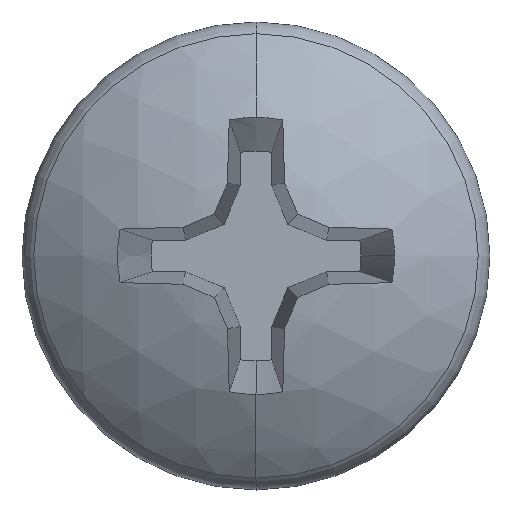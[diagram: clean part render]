
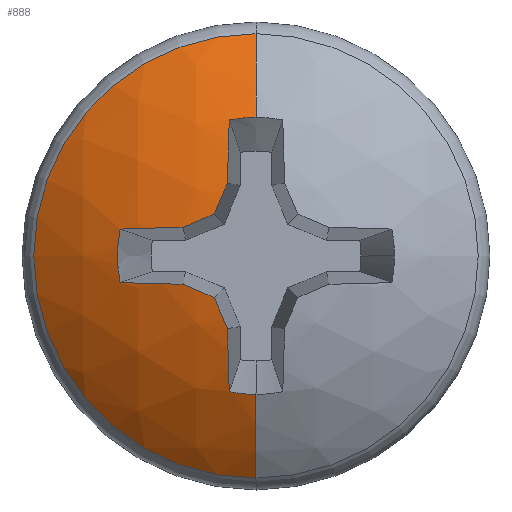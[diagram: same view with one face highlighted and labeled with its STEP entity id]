
A CAD part, top view. The second image highlights one B-rep face of the part: STEP entity #888.
In plain terms, the highlighted spherical face has radius 5.936 mm.
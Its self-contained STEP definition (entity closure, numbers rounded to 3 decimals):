
#620 = VERTEX_POINT ( 'NONE', #3010 ) ;
#630 = VERTEX_POINT ( 'NONE', #2997 ) ;
#653 = VERTEX_POINT ( 'NONE', #2974 ) ;
#658 = VERTEX_POINT ( 'NONE', #2969 ) ;
#672 = VERTEX_POINT ( 'NONE', #2955 ) ;
#674 = VERTEX_POINT ( 'NONE', #2953 ) ;
#690 = VERTEX_POINT ( 'NONE', #2937 ) ;
#704 = VERTEX_POINT ( 'NONE', #2923 ) ;
#888 = ADVANCED_FACE ( 'NONE', ( #2202 ), #2197, .T. ) ;
#1363 = EDGE_LOOP ( 'NONE', ( #1394, #1402, #1395, #1415, #4128, #4124, #4140, #4137, #4129, #4126, #4131, #4139, #4133, #4135 ) ) ;
#1386 = VERTEX_POINT ( 'NONE', #4258 ) ;
#1394 = ORIENTED_EDGE ( 'NONE', *, *, #1831, .T. ) ;
#1395 = ORIENTED_EDGE ( 'NONE', *, *, #1833, .F. ) ;
#1400 = VERTEX_POINT ( 'NONE', #4264 ) ;
#1401 = VERTEX_POINT ( 'NONE', #4263 ) ;
#1402 = ORIENTED_EDGE ( 'NONE', *, *, #1832, .T. ) ;
#1415 = ORIENTED_EDGE ( 'NONE', *, *, #1834, .F. ) ;
#1428 = VERTEX_POINT ( 'NONE', #4276 ) ;
#1535 = CIRCLE ( 'NONE', #2011, 5.936 ) ;
#1537 = CIRCLE ( 'NONE', #2010, 3.799 ) ;
#1539 = CIRCLE ( 'NONE', #2012, 2.368 ) ;
#1540 = CIRCLE ( 'NONE', #2013, 5.936 ) ;
#1541 = CIRCLE ( 'NONE', #2014, 5.921 ) ;
#1542 = CIRCLE ( 'NONE', #2015, 5.921 ) ;
#1543 = CIRCLE ( 'NONE', #2016, 5.936 ) ;
#1544 = CIRCLE ( 'NONE', #2017, 2.368 ) ;
#1545 = CIRCLE ( 'NONE', #2018, 5.936 ) ;
#1546 = CIRCLE ( 'NONE', #2019, 5.921 ) ;
#1547 = CIRCLE ( 'NONE', #2020, 5.921 ) ;
#1548 = CIRCLE ( 'NONE', #2021, 5.936 ) ;
#1549 = CIRCLE ( 'NONE', #2022, 2.368 ) ;
#1550 = CIRCLE ( 'NONE', #2023, 5.936 ) ;
#1831 = EDGE_CURVE ( 'NONE', #4142, #1428, #1537, .T. ) ;
#1832 = EDGE_CURVE ( 'NONE', #1428, #1400, #1535, .T. ) ;
#1833 = EDGE_CURVE ( 'NONE', #672, #1400, #1539, .T. ) ;
#1834 = EDGE_CURVE ( 'NONE', #630, #672, #1540, .T. ) ;
#1835 = EDGE_CURVE ( 'NONE', #653, #630, #1541, .T. ) ;
#1836 = EDGE_CURVE ( 'NONE', #4123, #653, #1542, .T. ) ;
#1837 = EDGE_CURVE ( 'NONE', #674, #4123, #1543, .T. ) ;
#1838 = EDGE_CURVE ( 'NONE', #658, #674, #1544, .T. ) ;
#1839 = EDGE_CURVE ( 'NONE', #704, #658, #1545, .T. ) ;
#1840 = EDGE_CURVE ( 'NONE', #690, #704, #1546, .T. ) ;
#1841 = EDGE_CURVE ( 'NONE', #1401, #690, #1547, .T. ) ;
#1842 = EDGE_CURVE ( 'NONE', #620, #1401, #1548, .T. ) ;
#1843 = EDGE_CURVE ( 'NONE', #1386, #620, #1549, .T. ) ;
#1844 = EDGE_CURVE ( 'NONE', #4142, #1386, #1550, .T. ) ;
#1889 = AXIS2_PLACEMENT_3D ( 'NONE', #2865, #2866, #2861 ) ;
#2010 = AXIS2_PLACEMENT_3D ( 'NONE', #4197, #4198, #4199 ) ;
#2011 = AXIS2_PLACEMENT_3D ( 'NONE', #4200, #4201, #4202 ) ;
#2012 = AXIS2_PLACEMENT_3D ( 'NONE', #4203, #4204, #4205 ) ;
#2013 = AXIS2_PLACEMENT_3D ( 'NONE', #4206, #4207, #4208 ) ;
#2014 = AXIS2_PLACEMENT_3D ( 'NONE', #4209, #4210, #4211 ) ;
#2015 = AXIS2_PLACEMENT_3D ( 'NONE', #4212, #4213, #4214 ) ;
#2016 = AXIS2_PLACEMENT_3D ( 'NONE', #4215, #4216, #4217 ) ;
#2017 = AXIS2_PLACEMENT_3D ( 'NONE', #4218, #4219, #4220 ) ;
#2018 = AXIS2_PLACEMENT_3D ( 'NONE', #4221, #4222, #4223 ) ;
#2019 = AXIS2_PLACEMENT_3D ( 'NONE', #4224, #4225, #4226 ) ;
#2020 = AXIS2_PLACEMENT_3D ( 'NONE', #4227, #4228, #4229 ) ;
#2021 = AXIS2_PLACEMENT_3D ( 'NONE', #4230, #4231, #4232 ) ;
#2022 = AXIS2_PLACEMENT_3D ( 'NONE', #4235, #4236, #4237 ) ;
#2023 = AXIS2_PLACEMENT_3D ( 'NONE', #4238, #4239, #4240 ) ;
#2138 = CARTESIAN_POINT ( 'NONE',  ( -1.247, -0.487, 10.947 ) ) ;
#2143 = CARTESIAN_POINT ( 'NONE',  ( 0., 3.799, 9.725 ) ) ;
#2197 = SPHERICAL_SURFACE ( 'NONE', #1889, 5.936 ) ;
#2202 = FACE_OUTER_BOUND ( 'NONE', #1363, .T. ) ;
#2861 = DIRECTION ( 'NONE',  ( 0., 1., 0. ) ) ;
#2865 = CARTESIAN_POINT ( 'NONE',  ( 0., 0., 5.164 ) ) ;
#2866 = DIRECTION ( 'NONE',  ( -1., 0., 0. ) ) ;
#2923 = CARTESIAN_POINT ( 'NONE',  ( -1.247, 0.487, 10.947 ) ) ;
#2937 = CARTESIAN_POINT ( 'NONE',  ( -0.714, 0.714, 11.014 ) ) ;
#2953 = CARTESIAN_POINT ( 'NONE',  ( -2.323, -0.457, 10.607 ) ) ;
#2955 = CARTESIAN_POINT ( 'NONE',  ( -0.457, -2.323, 10.607 ) ) ;
#2969 = CARTESIAN_POINT ( 'NONE',  ( -2.323, 0.457, 10.607 ) ) ;
#2974 = CARTESIAN_POINT ( 'NONE',  ( -0.714, -0.714, 11.014 ) ) ;
#2997 = CARTESIAN_POINT ( 'NONE',  ( -0.487, -1.247, 10.947 ) ) ;
#3010 = CARTESIAN_POINT ( 'NONE',  ( -0.457, 2.323, 10.607 ) ) ;
#4123 = VERTEX_POINT ( 'NONE', #2138 ) ;
#4124 = ORIENTED_EDGE ( 'NONE', *, *, #1836, .F. ) ;
#4126 = ORIENTED_EDGE ( 'NONE', *, *, #1840, .F. ) ;
#4128 = ORIENTED_EDGE ( 'NONE', *, *, #1835, .F. ) ;
#4129 = ORIENTED_EDGE ( 'NONE', *, *, #1839, .F. ) ;
#4131 = ORIENTED_EDGE ( 'NONE', *, *, #1841, .F. ) ;
#4133 = ORIENTED_EDGE ( 'NONE', *, *, #1843, .F. ) ;
#4135 = ORIENTED_EDGE ( 'NONE', *, *, #1844, .F. ) ;
#4137 = ORIENTED_EDGE ( 'NONE', *, *, #1838, .F. ) ;
#4139 = ORIENTED_EDGE ( 'NONE', *, *, #1842, .F. ) ;
#4140 = ORIENTED_EDGE ( 'NONE', *, *, #1837, .F. ) ;
#4142 = VERTEX_POINT ( 'NONE', #2143 ) ;
#4197 = CARTESIAN_POINT ( 'NONE',  ( 0., 0., 9.725 ) ) ;
#4198 = DIRECTION ( 'NONE',  ( 0., 0., 1. ) ) ;
#4199 = DIRECTION ( 'NONE',  ( 0., -1., 0. ) ) ;
#4200 = CARTESIAN_POINT ( 'NONE',  ( 0., 0., 5.164 ) ) ;
#4201 = DIRECTION ( 'NONE',  ( -1., 0., 0. ) ) ;
#4202 = DIRECTION ( 'NONE',  ( 0., -1., 0. ) ) ;
#4203 = CARTESIAN_POINT ( 'NONE',  ( 0., 0., 10.607 ) ) ;
#4204 = DIRECTION ( 'NONE',  ( 0., 0., 1. ) ) ;
#4205 = DIRECTION ( 'NONE',  ( 0., 1., 0. ) ) ;
#4206 = CARTESIAN_POINT ( 'NONE',  ( 0.019, 0., 5.165 ) ) ;
#4207 = DIRECTION ( 'NONE',  ( 0.996, 0., 0.087 ) ) ;
#4208 = DIRECTION ( 'NONE',  ( 0.087, 0., -0.996 ) ) ;
#4209 = CARTESIAN_POINT ( 'NONE',  ( -0.386, -0.16, 5.127 ) ) ;
#4210 = DIRECTION ( 'NONE',  ( 0.92, 0.381, 0.087 ) ) ;
#4211 = DIRECTION ( 'NONE',  ( -0.383, 0.924, 0. ) ) ;
#4212 = CARTESIAN_POINT ( 'NONE',  ( -0.16, -0.386, 5.127 ) ) ;
#4213 = DIRECTION ( 'NONE',  ( 0.381, 0.92, 0.087 ) ) ;
#4214 = DIRECTION ( 'NONE',  ( -0.924, 0.383, 0. ) ) ;
#4215 = CARTESIAN_POINT ( 'NONE',  ( 0., 0.019, 5.165 ) ) ;
#4216 = DIRECTION ( 'NONE',  ( 0., 0.996, 0.087 ) ) ;
#4217 = DIRECTION ( 'NONE',  ( 0., -0.087, 0.996 ) ) ;
#4218 = CARTESIAN_POINT ( 'NONE',  ( 0., 0., 10.607 ) ) ;
#4219 = DIRECTION ( 'NONE',  ( 0., 0., 1. ) ) ;
#4220 = DIRECTION ( 'NONE',  ( -1., 0., 0. ) ) ;
#4221 = CARTESIAN_POINT ( 'NONE',  ( 0., -0.019, 5.165 ) ) ;
#4222 = DIRECTION ( 'NONE',  ( 0., -0.996, 0.087 ) ) ;
#4223 = DIRECTION ( 'NONE',  ( 0., -0.087, -0.996 ) ) ;
#4224 = CARTESIAN_POINT ( 'NONE',  ( -0.16, 0.386, 5.127 ) ) ;
#4225 = DIRECTION ( 'NONE',  ( 0.381, -0.92, 0.087 ) ) ;
#4226 = DIRECTION ( 'NONE',  ( 0.924, 0.383, 0. ) ) ;
#4227 = CARTESIAN_POINT ( 'NONE',  ( -0.386, 0.16, 5.127 ) ) ;
#4228 = DIRECTION ( 'NONE',  ( 0.92, -0.381, 0.087 ) ) ;
#4229 = DIRECTION ( 'NONE',  ( 0.383, 0.924, 0. ) ) ;
#4230 = CARTESIAN_POINT ( 'NONE',  ( 0.019, 0., 5.165 ) ) ;
#4231 = DIRECTION ( 'NONE',  ( 0.996, 0., 0.087 ) ) ;
#4232 = DIRECTION ( 'NONE',  ( 0.087, 0., -0.996 ) ) ;
#4235 = CARTESIAN_POINT ( 'NONE',  ( 0., 0., 10.607 ) ) ;
#4236 = DIRECTION ( 'NONE',  ( 0., 0., 1. ) ) ;
#4237 = DIRECTION ( 'NONE',  ( -1., 0., 0. ) ) ;
#4238 = CARTESIAN_POINT ( 'NONE',  ( 0., 0., 5.164 ) ) ;
#4239 = DIRECTION ( 'NONE',  ( 1., 0., 0. ) ) ;
#4240 = DIRECTION ( 'NONE',  ( 0., 0., -1. ) ) ;
#4258 = CARTESIAN_POINT ( 'NONE',  ( 0., 2.368, 10.607 ) ) ;
#4263 = CARTESIAN_POINT ( 'NONE',  ( -0.487, 1.247, 10.947 ) ) ;
#4264 = CARTESIAN_POINT ( 'NONE',  ( 0., -2.368, 10.607 ) ) ;
#4276 = CARTESIAN_POINT ( 'NONE',  ( 0., -3.799, 9.725 ) ) ;
